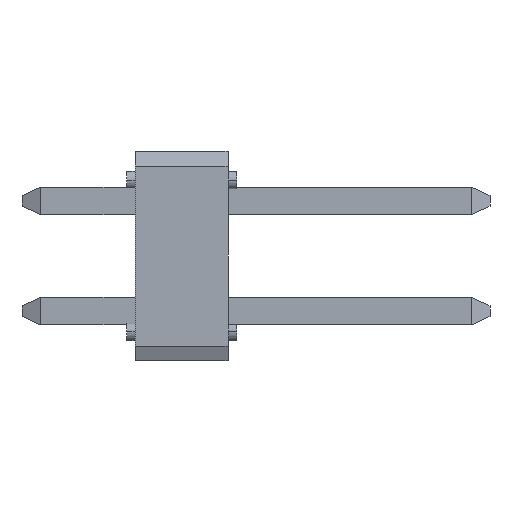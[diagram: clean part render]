
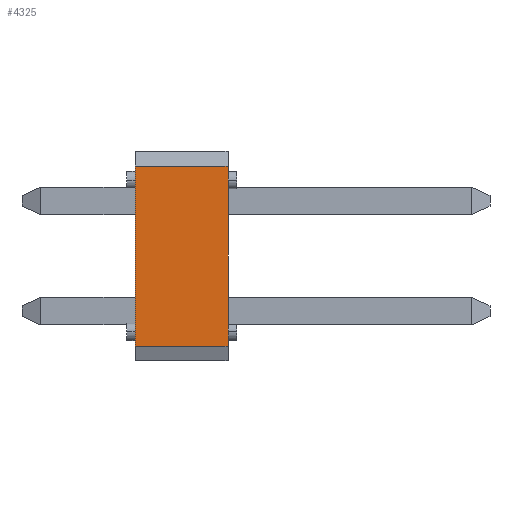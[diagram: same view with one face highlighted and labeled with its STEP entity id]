
A CAD part, front view. The second image highlights one B-rep face of the part: STEP entity #4325.
In plain terms, the highlighted planar face has unit normal (0, -1, 0).
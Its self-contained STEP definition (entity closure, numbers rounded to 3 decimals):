
#369=DIRECTION('',(-1.,0.,0.));
#370=VECTOR('',#369,2.14);
#371=CARTESIAN_POINT('',(2.14,-12.7,-2.075));
#372=LINE('4515',#371,#370);
#377=DIRECTION('',(0.,0.,1.));
#378=VECTOR('',#377,4.15);
#379=CARTESIAN_POINT('',(0.,-12.7,-2.075));
#380=LINE('4213',#379,#378);
#381=DIRECTION('',(1.,0.,0.));
#382=VECTOR('',#381,2.14);
#383=CARTESIAN_POINT('',(0.,-12.7,2.075));
#384=LINE('4514',#383,#382);
#385=DIRECTION('',(0.,0.,-1.));
#386=VECTOR('',#385,4.15);
#387=CARTESIAN_POINT('',(2.14,-12.7,2.075));
#388=LINE('4337',#387,#386);
#3355=CARTESIAN_POINT('',(0.,-12.7,-2.075));
#3356=VERTEX_POINT('',#3355);
#3357=CARTESIAN_POINT('',(0.,-12.7,2.075));
#3358=VERTEX_POINT('',#3357);
#3507=CARTESIAN_POINT('',(2.14,-12.7,-2.075));
#3508=VERTEX_POINT('',#3507);
#3509=CARTESIAN_POINT('',(2.14,-12.7,2.075));
#3510=VERTEX_POINT('',#3509);
#4312=CARTESIAN_POINT('',(1.07,-12.7,0.));
#4313=DIRECTION('',(0.,1.,0.));
#4314=DIRECTION('',(0.,0.,-1.));
#4315=AXIS2_PLACEMENT_3D('',#4312,#4313,#4314);
#4316=PLANE('3680',#4315);
#4317=ORIENTED_EDGE('4515',*,*,#4304,.T.);
#4318=ORIENTED_EDGE('4213',*,*,#4028,.T.);
#4320=ORIENTED_EDGE('4514',*,*,#4319,.T.);
#4322=ORIENTED_EDGE('4337',*,*,#4321,.T.);
#4323=EDGE_LOOP('3680',(#4317,#4318,#4320,#4322));
#4324=FACE_OUTER_BOUND('3680',#4323,.F.);
#4325=ADVANCED_FACE('3680',(#4324),#4316,.F.);
#4028=EDGE_CURVE('4213',#3356,#3358,#380,.T.);
#4304=EDGE_CURVE('4515',#3508,#3356,#372,.T.);
#4319=EDGE_CURVE('4514',#3358,#3510,#384,.T.);
#4321=EDGE_CURVE('4337',#3510,#3508,#388,.T.);
